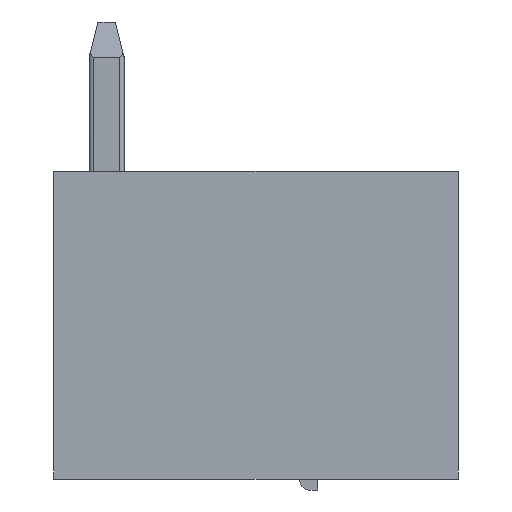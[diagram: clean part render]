
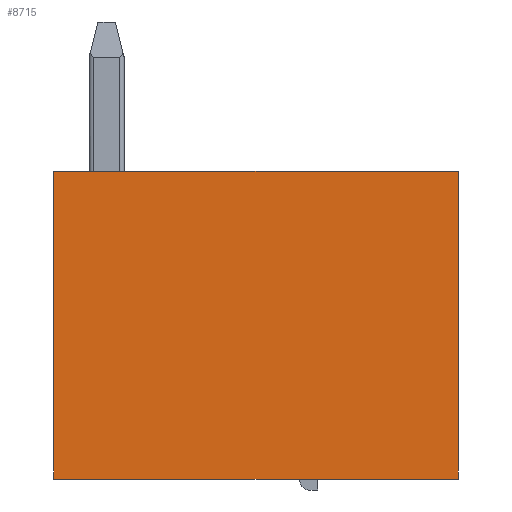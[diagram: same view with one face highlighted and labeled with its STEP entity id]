
A CAD part, front view. The second image highlights one B-rep face of the part: STEP entity #8715.
In plain terms, the highlighted planar face has unit normal (0, -1, 0).
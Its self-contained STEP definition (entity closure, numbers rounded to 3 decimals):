
#74=DIRECTION('',(0.,0.,1.));
#75=VECTOR('',#74,7.);
#76=CARTESIAN_POINT('',(0.,-4.51,-7.));
#77=LINE('',#76,#75);
#475=DIRECTION('',(0.,0.,1.));
#476=VECTOR('',#475,7.);
#477=CARTESIAN_POINT('',(9.2,-4.51,-7.));
#478=LINE('',#477,#476);
#2786=DIRECTION('',(-1.,0.,0.));
#2787=VECTOR('',#2786,9.2);
#2788=CARTESIAN_POINT('',(9.2,-4.51,0.));
#2789=LINE('',#2788,#2787);
#3041=DIRECTION('',(-1.,0.,0.));
#3042=VECTOR('',#3041,9.2);
#3043=CARTESIAN_POINT('',(9.2,-4.51,-7.));
#3044=LINE('',#3043,#3042);
#4496=CARTESIAN_POINT('',(9.2,-4.51,-7.));
#4497=CARTESIAN_POINT('',(9.2,-4.51,0.));
#4498=VERTEX_POINT('',#4496);
#4499=VERTEX_POINT('',#4497);
#4504=CARTESIAN_POINT('',(0.,-4.51,-7.));
#4505=CARTESIAN_POINT('',(0.,-4.51,0.));
#4506=VERTEX_POINT('',#4504);
#4507=VERTEX_POINT('',#4505);
#8704=CARTESIAN_POINT('',(9.2,-4.51,-7.));
#8705=DIRECTION('',(0.,1.,0.));
#8706=DIRECTION('',(0.,0.,1.));
#8707=AXIS2_PLACEMENT_3D('',#8704,#8705,#8706);
#8708=PLANE('',#8707);
#8709=ORIENTED_EDGE('',*,*,#4928,.F.);
#8710=ORIENTED_EDGE('',*,*,#4756,.T.);
#8711=ORIENTED_EDGE('',*,*,#4793,.T.);
#8712=ORIENTED_EDGE('',*,*,#8556,.F.);
#8713=EDGE_LOOP('',(#8709,#8710,#8711,#8712));
#8714=FACE_OUTER_BOUND('',#8713,.F.);
#8715=ADVANCED_FACE('',(#8714),#8708,.F.);
#4756=EDGE_CURVE('',#4498,#4506,#3044,.T.);
#4793=EDGE_CURVE('',#4506,#4507,#77,.T.);
#4928=EDGE_CURVE('',#4498,#4499,#478,.T.);
#8556=EDGE_CURVE('',#4499,#4507,#2789,.T.);
